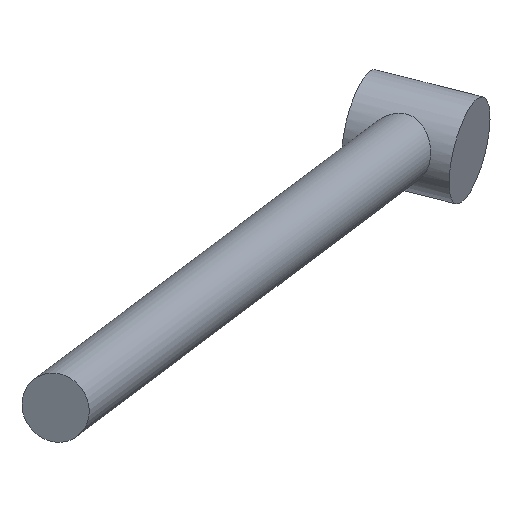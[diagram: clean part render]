
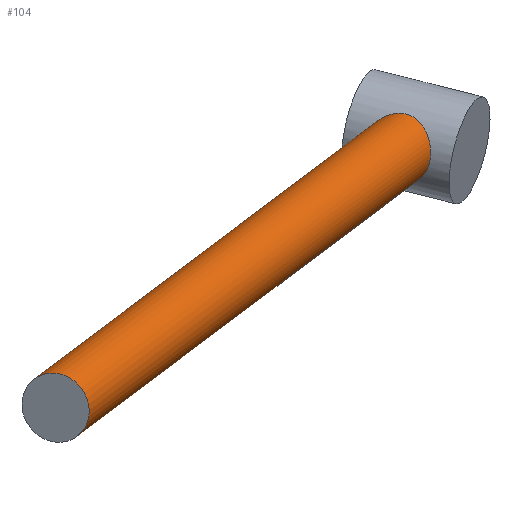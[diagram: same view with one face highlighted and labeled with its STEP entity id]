
A CAD part, front view. The second image highlights one B-rep face of the part: STEP entity #104.
In plain terms, the highlighted cylindrical face has radius 32.5 mm (diameter 65 mm), a full revolution.
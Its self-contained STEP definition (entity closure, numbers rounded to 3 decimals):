
#14=B_SPLINE_CURVE_WITH_KNOTS('',3,(#190,#191,#192,#193,#194,#195,#196,
#197,#198,#199,#200,#201,#202,#203,#204,#205,#206,#207,#208,#209,#210,#211,
#212,#213,#214,#215,#216,#217,#218,#219,#220,#221,#222,#223,#224,#225,#226,
#227,#228,#229,#230,#231,#232,#233,#234,#235,#236,#237,#238,#239,#240,#241,
#242,#243,#244,#245,#246,#247,#248,#249,#250,#251,#252,#253,#254,#255),
 .UNSPECIFIED.,.T.,.F.,(4,2,2,2,2,2,2,2,2,2,2,2,2,2,2,2,2,2,2,2,2,2,2,2,
2,2,2,2,2,2,2,2,4),(0.,0.639,1.278,1.917,
2.556,3.189,3.822,4.454,5.087,
5.72,6.353,6.986,7.619,8.258,
8.897,9.536,10.175,10.814,11.453,
12.092,12.731,13.363,13.996,14.629,
15.262,15.895,16.528,17.16,17.793,
18.432,19.071,19.71,20.349),
 .UNSPECIFIED.);
#24=LINE('',#257,#27);
#27=VECTOR('',#165,32.5);
#30=CYLINDRICAL_SURFACE('',#132,32.5);
#37=FACE_OUTER_BOUND('',#46,.T.);
#46=EDGE_LOOP('',(#91,#92,#93,#94));
#47=CIRCLE('',#120,32.5);
#54=VERTEX_POINT('',#168);
#61=VERTEX_POINT('',#189);
#62=EDGE_CURVE('',#54,#54,#47,.T.);
#71=EDGE_CURVE('',#61,#61,#14,.T.);
#72=EDGE_CURVE('',#54,#61,#24,.T.);
#91=ORIENTED_EDGE('',*,*,#62,.F.);
#92=ORIENTED_EDGE('',*,*,#72,.T.);
#93=ORIENTED_EDGE('',*,*,#71,.F.);
#94=ORIENTED_EDGE('',*,*,#72,.F.);
#104=ADVANCED_FACE('',(#37),#30,.T.);
#120=AXIS2_PLACEMENT_3D('',#169,#137,#138);
#132=AXIS2_PLACEMENT_3D('',#256,#163,#164);
#137=DIRECTION('center_axis',(-0.344,-0.903,-0.259));
#138=DIRECTION('ref_axis',(-0.139,0.321,-0.937));
#163=DIRECTION('center_axis',(-0.344,-0.903,-0.259));
#164=DIRECTION('ref_axis',(-0.139,0.321,-0.937));
#165=DIRECTION('',(0.344,0.903,0.259));
#168=CARTESIAN_POINT('',(-178.216,-489.706,312.006));
#169=CARTESIAN_POINT('Origin',(-182.724,-479.258,281.564));
#189=CARTESIAN_POINT('',(135.614,333.425,548.05));
#190=CARTESIAN_POINT('Ctrl Pts',(135.614,333.425,548.05));
#191=CARTESIAN_POINT('Ctrl Pts',(137.592,332.814,547.548));
#192=CARTESIAN_POINT('Ctrl Pts',(139.511,332.095,546.79));
#193=CARTESIAN_POINT('Ctrl Pts',(143.098,330.513,544.801));
#194=CARTESIAN_POINT('Ctrl Pts',(144.766,329.651,543.57));
#195=CARTESIAN_POINT('Ctrl Pts',(147.789,327.923,540.744));
#196=CARTESIAN_POINT('Ctrl Pts',(149.147,327.057,539.147));
#197=CARTESIAN_POINT('Ctrl Pts',(151.534,325.459,535.727));
#198=CARTESIAN_POINT('Ctrl Pts',(152.564,324.729,533.904));
#199=CARTESIAN_POINT('Ctrl Pts',(154.286,323.513,530.226));
#200=CARTESIAN_POINT('Ctrl Pts',(155.045,322.978,528.235));
#201=CARTESIAN_POINT('Ctrl Pts',(156.287,322.188,524.063));
#202=CARTESIAN_POINT('Ctrl Pts',(156.77,321.934,521.882));
#203=CARTESIAN_POINT('Ctrl Pts',(157.42,321.796,517.48));
#204=CARTESIAN_POINT('Ctrl Pts',(157.587,321.912,515.256));
#205=CARTESIAN_POINT('Ctrl Pts',(157.602,322.54,510.922));
#206=CARTESIAN_POINT('Ctrl Pts',(157.449,323.052,508.813));
#207=CARTESIAN_POINT('Ctrl Pts',(156.864,324.408,504.861));
#208=CARTESIAN_POINT('Ctrl Pts',(156.417,325.286,502.921));
#209=CARTESIAN_POINT('Ctrl Pts',(155.221,327.397,499.276));
#210=CARTESIAN_POINT('Ctrl Pts',(154.472,328.629,497.57));
#211=CARTESIAN_POINT('Ctrl Pts',(152.716,331.332,494.5));
#212=CARTESIAN_POINT('Ctrl Pts',(151.707,332.804,493.132));
#213=CARTESIAN_POINT('Ctrl Pts',(149.5,335.833,490.781));
#214=CARTESIAN_POINT('Ctrl Pts',(148.3,337.388,489.798));
#215=CARTESIAN_POINT('Ctrl Pts',(145.797,340.415,488.201));
#216=CARTESIAN_POINT('Ctrl Pts',(144.399,342.,487.533));
#217=CARTESIAN_POINT('Ctrl Pts',(141.357,345.114,486.534));
#218=CARTESIAN_POINT('Ctrl Pts',(139.714,346.642,486.203));
#219=CARTESIAN_POINT('Ctrl Pts',(136.227,349.446,485.896));
#220=CARTESIAN_POINT('Ctrl Pts',(134.379,350.722,485.919));
#221=CARTESIAN_POINT('Ctrl Pts',(130.555,352.856,486.303));
#222=CARTESIAN_POINT('Ctrl Pts',(128.577,353.711,486.662));
#223=CARTESIAN_POINT('Ctrl Pts',(124.621,354.931,487.667));
#224=CARTESIAN_POINT('Ctrl Pts',(122.575,355.317,488.329));
#225=CARTESIAN_POINT('Ctrl Pts',(118.5,355.62,489.952));
#226=CARTESIAN_POINT('Ctrl Pts',(116.472,355.539,490.912));
#227=CARTESIAN_POINT('Ctrl Pts',(112.588,355.009,493.091));
#228=CARTESIAN_POINT('Ctrl Pts',(110.729,354.561,494.311));
#229=CARTESIAN_POINT('Ctrl Pts',(107.306,353.441,496.952));
#230=CARTESIAN_POINT('Ctrl Pts',(105.742,352.769,498.372));
#231=CARTESIAN_POINT('Ctrl Pts',(103.017,351.356,501.296));
#232=CARTESIAN_POINT('Ctrl Pts',(101.751,350.561,502.906));
#233=CARTESIAN_POINT('Ctrl Pts',(99.569,348.886,506.371));
#234=CARTESIAN_POINT('Ctrl Pts',(98.654,348.007,508.227));
#235=CARTESIAN_POINT('Ctrl Pts',(97.288,346.267,512.09));
#236=CARTESIAN_POINT('Ctrl Pts',(96.837,345.405,514.101));
#237=CARTESIAN_POINT('Ctrl Pts',(96.444,343.785,518.15));
#238=CARTESIAN_POINT('Ctrl Pts',(96.503,343.027,520.189));
#239=CARTESIAN_POINT('Ctrl Pts',(97.088,341.67,524.14));
#240=CARTESIAN_POINT('Ctrl Pts',(97.628,341.039,526.151));
#241=CARTESIAN_POINT('Ctrl Pts',(99.203,339.921,530.081));
#242=CARTESIAN_POINT('Ctrl Pts',(100.236,339.434,532.001));
#243=CARTESIAN_POINT('Ctrl Pts',(102.708,338.609,535.61));
#244=CARTESIAN_POINT('Ctrl Pts',(104.149,338.27,537.302));
#245=CARTESIAN_POINT('Ctrl Pts',(107.296,337.706,540.36));
#246=CARTESIAN_POINT('Ctrl Pts',(109.003,337.48,541.725));
#247=CARTESIAN_POINT('Ctrl Pts',(112.509,337.084,544.075));
#248=CARTESIAN_POINT('Ctrl Pts',(114.442,336.9,545.146));
#249=CARTESIAN_POINT('Ctrl Pts',(118.519,336.504,546.924));
#250=CARTESIAN_POINT('Ctrl Pts',(120.664,336.29,547.632));
#251=CARTESIAN_POINT('Ctrl Pts',(125.011,335.745,548.586));
#252=CARTESIAN_POINT('Ctrl Pts',(127.218,335.411,548.833));
#253=CARTESIAN_POINT('Ctrl Pts',(131.531,334.557,548.817));
#254=CARTESIAN_POINT('Ctrl Pts',(133.636,334.035,548.553));
#255=CARTESIAN_POINT('Ctrl Pts',(135.614,333.425,548.05));
#256=CARTESIAN_POINT('Origin',(144.181,378.167,527.442));
#257=CARTESIAN_POINT('',(148.689,367.719,557.885));
